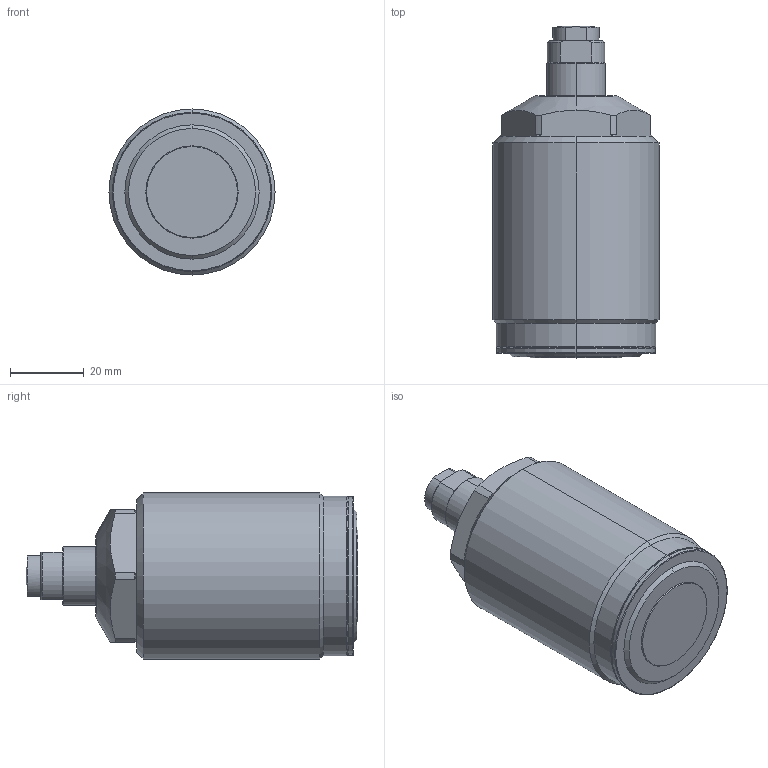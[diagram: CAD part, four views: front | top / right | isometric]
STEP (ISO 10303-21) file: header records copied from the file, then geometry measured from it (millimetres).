
FILE_DESCRIPTION(/* description */ (''),/* implementation_level */ '2;1');
FILE_NAME(/* name */ 'TSS06.stp',/* time_stamp */ '2022-11-16T15:07:33+08:00',/* author */ (''),/* organization */ (''),/* preprocessor_version */ 'ST-DEVELOPER v16.7',/* originating_system */ 'SIEMENS PLM Software NX 12.0',/* authorisation */ '');
FILE_SCHEMA (('AP203_CONFIGURATION_CONTROLLED_3D_DESIGN_OF_MECHANICAL_PARTS_AND_ASSEMBLIES_MIM_LF { 1 0 10303 403 2 1 2}'));
Length unit declared in the file: millimetre
Products named in the file (4): TSS06-02; TSS06-01; TSS06-03; CSK06_step
Assembly tree (3 placements, depth 2):
  CSK06_step
    TSS06-03
    TSS06-01
    TSS06-02
Bounding box: 45 x 89.96 x 45 mm (x, y, z)
Volume: 104878.6 mm3; surface area: 14977.4 mm2
Topology: 3 solids, 3 shells, 99 faces, 225 edges, 138 vertices
Faces by surface type: cylinder 32, plane 29, cone 22, torus 14, sphere 2
Entity records: 3277 total; most frequent: CARTESIAN_POINT 558, DIRECTION 526, ORIENTED_EDGE 450, AXIS2_PLACEMENT_3D 226, EDGE_CURVE 225, VERTEX_POINT 138, CIRCLE 123, EDGE_LOOP 107
